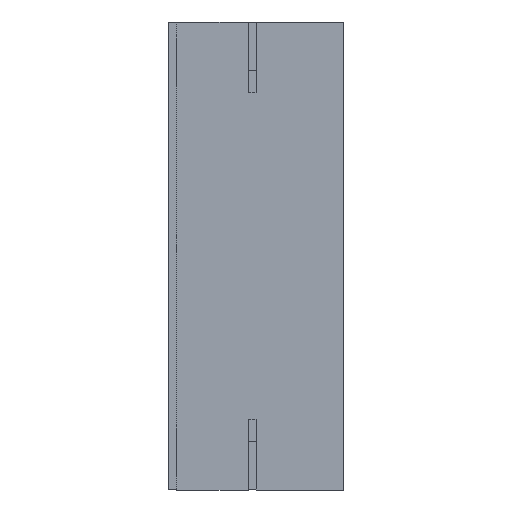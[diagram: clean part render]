
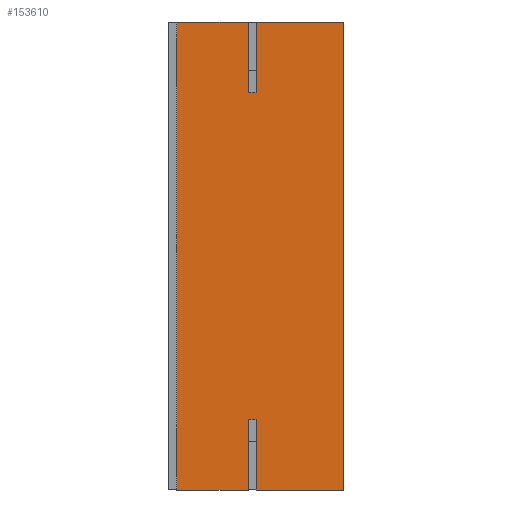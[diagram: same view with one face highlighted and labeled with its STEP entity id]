
A CAD part, left-side view. The second image highlights one B-rep face of the part: STEP entity #153610.
In plain terms, the highlighted free-form (B-spline) face has degree [1, 1] with [2, 2] control points.
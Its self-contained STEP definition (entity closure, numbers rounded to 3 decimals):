
#139720 = CARTESIAN_POINT ('', (-25., 36.5, -62.925));
#139730 = VERTEX_POINT ('', #139720);
#139790 = CARTESIAN_POINT ('', (-25., 36.5, -90.));
#139800 = VERTEX_POINT ('', #139790);
#139810 = CARTESIAN_POINT ('', (-25., 36.5, -90.));
#139820 = CARTESIAN_POINT ('', (-25., 36.5, -62.925));
#139830 = B_SPLINE_CURVE_WITH_KNOTS ('', 1, (#139810, #139820), .UNSPECIFIED., .F., .U., (2, 2), (0., 1.), .UNSPECIFIED.);
#139840 = EDGE_CURVE ('', #139800, #139730, #139830, .T.);
#140780 = CARTESIAN_POINT ('', (-25., 33.5, -62.925));
#140790 = VERTEX_POINT ('', #140780);
#140850 = CARTESIAN_POINT ('', (-25., 35., -63.));
#140860 = VERTEX_POINT ('', #140850);
#140870 = CARTESIAN_POINT ('', (-25., 33.5, -62.925));
#140880 = CARTESIAN_POINT ('', (-25., 34.006, -62.976));
#140890 = CARTESIAN_POINT ('', (-25., 34.507, -63.));
#140900 = CARTESIAN_POINT ('', (-25., 35., -63.));
#140910 = (
   BOUNDED_CURVE ()
   B_SPLINE_CURVE (3, (#140870, #140880, #140890, #140900), .UNSPECIFIED., .F., .U.)
   B_SPLINE_CURVE_WITH_KNOTS ((4, 4), (0., 1.), .UNSPECIFIED.)
   CURVE ()
   GEOMETRIC_REPRESENTATION_ITEM ()
   RATIONAL_B_SPLINE_CURVE ((0.909, 0.938, 0.968, 1.))
   REPRESENTATION_ITEM ('')
);
#140920 = EDGE_CURVE ('', #140790, #140860, #140910, .T.);
#140940 = CARTESIAN_POINT ('', (-25., 35., -63.));
#140950 = CARTESIAN_POINT ('', (-25., 35.493, -63.));
#140960 = CARTESIAN_POINT ('', (-25., 35.994, -62.976));
#140970 = CARTESIAN_POINT ('', (-25., 36.5, -62.925));
#140980 = (
   BOUNDED_CURVE ()
   B_SPLINE_CURVE (3, (#140940, #140950, #140960, #140970), .UNSPECIFIED., .F., .U.)
   B_SPLINE_CURVE_WITH_KNOTS ((4, 4), (0., 1.), .UNSPECIFIED.)
   CURVE ()
   GEOMETRIC_REPRESENTATION_ITEM ()
   RATIONAL_B_SPLINE_CURVE ((1., 0.968, 0.938, 0.909))
   REPRESENTATION_ITEM ('')
);
#140990 = EDGE_CURVE ('', #140860, #139730, #140980, .T.);
#144820 = CARTESIAN_POINT ('', (-25., 36.5, 62.925));
#144830 = VERTEX_POINT ('', #144820);
#144840 = CARTESIAN_POINT ('', (-25., 35., 63.));
#144850 = VERTEX_POINT ('', #144840);
#144860 = CARTESIAN_POINT ('', (-25., 36.5, 62.925));
#144870 = CARTESIAN_POINT ('', (-25., 35.994, 62.976));
#144880 = CARTESIAN_POINT ('', (-25., 35.493, 63.));
#144890 = CARTESIAN_POINT ('', (-25., 35., 63.));
#144900 = (
   BOUNDED_CURVE ()
   B_SPLINE_CURVE (3, (#144860, #144870, #144880, #144890), .UNSPECIFIED., .F., .U.)
   B_SPLINE_CURVE_WITH_KNOTS ((4, 4), (0., 1.), .UNSPECIFIED.)
   CURVE ()
   GEOMETRIC_REPRESENTATION_ITEM ()
   RATIONAL_B_SPLINE_CURVE ((0.909, 0.938, 0.968, 1.))
   REPRESENTATION_ITEM ('')
);
#144910 = EDGE_CURVE ('', #144830, #144850, #144900, .T.);
#145250 = CARTESIAN_POINT ('', (-25., 33.5, 62.925));
#145260 = VERTEX_POINT ('', #145250);
#145270 = CARTESIAN_POINT ('', (-25., 35., 63.));
#145280 = CARTESIAN_POINT ('', (-25., 34.507, 63.));
#145290 = CARTESIAN_POINT ('', (-25., 34.006, 62.976));
#145300 = CARTESIAN_POINT ('', (-25., 33.5, 62.925));
#145310 = (
   BOUNDED_CURVE ()
   B_SPLINE_CURVE (3, (#145270, #145280, #145290, #145300), .UNSPECIFIED., .F., .U.)
   B_SPLINE_CURVE_WITH_KNOTS ((4, 4), (0., 1.), .UNSPECIFIED.)
   CURVE ()
   GEOMETRIC_REPRESENTATION_ITEM ()
   RATIONAL_B_SPLINE_CURVE ((1., 0.968, 0.938, 0.909))
   REPRESENTATION_ITEM ('')
);
#145320 = EDGE_CURVE ('', #144850, #145260, #145310, .T.);
#152900 = ORIENTED_EDGE ('', *, *, #140920, .F.);
#152910 = CARTESIAN_POINT ('', (-25., 33.5, -90.));
#152920 = VERTEX_POINT ('', #152910);
#152930 = CARTESIAN_POINT ('', (-25., 33.5, -90.));
#152940 = CARTESIAN_POINT ('', (-25., 33.5, -62.925));
#152950 = B_SPLINE_CURVE_WITH_KNOTS ('', 1, (#152930, #152940), .UNSPECIFIED., .F., .U., (2, 2), (0., 1.), .UNSPECIFIED.);
#152960 = EDGE_CURVE ('', #152920, #140790, #152950, .T.);
#152970 = ORIENTED_EDGE ('', *, *, #152960, .F.);
#152980 = CARTESIAN_POINT ('', (-25., 0., -90.));
#152990 = VERTEX_POINT ('', #152980);
#153000 = CARTESIAN_POINT ('', (-25., 33.5, -90.));
#153010 = CARTESIAN_POINT ('', (-25., 0., -90.));
#153020 = B_SPLINE_CURVE_WITH_KNOTS ('', 1, (#153000, #153010), .UNSPECIFIED., .F., .U., (2, 2), (0., 1.), .UNSPECIFIED.);
#153030 = EDGE_CURVE ('', #152920, #152990, #153020, .T.);
#153040 = ORIENTED_EDGE ('', *, *, #153030, .T.);
#153050 = CARTESIAN_POINT ('', (-25., 0., 90.));
#153060 = VERTEX_POINT ('', #153050);
#153070 = CARTESIAN_POINT ('', (-25., 0., -90.));
#153080 = CARTESIAN_POINT ('', (-25., 0., 90.));
#153090 = B_SPLINE_CURVE_WITH_KNOTS ('', 1, (#153070, #153080), .UNSPECIFIED., .F., .U., (2, 2), (0., 1.), .UNSPECIFIED.);
#153100 = EDGE_CURVE ('', #152990, #153060, #153090, .T.);
#153110 = ORIENTED_EDGE ('', *, *, #153100, .T.);
#153120 = CARTESIAN_POINT ('', (-25., 33.5, 90.));
#153130 = VERTEX_POINT ('', #153120);
#153140 = CARTESIAN_POINT ('', (-25., 33.5, 90.));
#153150 = CARTESIAN_POINT ('', (-25., 0., 90.));
#153160 = B_SPLINE_CURVE_WITH_KNOTS ('', 1, (#153140, #153150), .UNSPECIFIED., .F., .U., (2, 2), (0., 1.), .UNSPECIFIED.);
#153170 = EDGE_CURVE ('', #153130, #153060, #153160, .T.);
#153180 = ORIENTED_EDGE ('', *, *, #153170, .F.);
#153190 = CARTESIAN_POINT ('', (-25., 33.5, 62.925));
#153200 = CARTESIAN_POINT ('', (-25., 33.5, 90.));
#153210 = B_SPLINE_CURVE_WITH_KNOTS ('', 1, (#153190, #153200), .UNSPECIFIED., .F., .U., (2, 2), (0., 1.), .UNSPECIFIED.);
#153220 = EDGE_CURVE ('', #145260, #153130, #153210, .T.);
#153230 = ORIENTED_EDGE ('', *, *, #153220, .F.);
#153240 = ORIENTED_EDGE ('', *, *, #145320, .F.);
#153250 = ORIENTED_EDGE ('', *, *, #144910, .F.);
#153260 = CARTESIAN_POINT ('', (-25., 36.5, 90.));
#153270 = VERTEX_POINT ('', #153260);
#153280 = CARTESIAN_POINT ('', (-25., 36.5, 90.));
#153290 = CARTESIAN_POINT ('', (-25., 36.5, 62.925));
#153300 = B_SPLINE_CURVE_WITH_KNOTS ('', 1, (#153280, #153290), .UNSPECIFIED., .F., .U., (2, 2), (0., 1.), .UNSPECIFIED.);
#153310 = EDGE_CURVE ('', #153270, #144830, #153300, .T.);
#153320 = ORIENTED_EDGE ('', *, *, #153310, .F.);
#153330 = CARTESIAN_POINT ('', (-25., 64., 90.));
#153340 = VERTEX_POINT ('', #153330);
#153350 = CARTESIAN_POINT ('', (-25., 64., 90.));
#153360 = CARTESIAN_POINT ('', (-25., 36.5, 90.));
#153370 = B_SPLINE_CURVE_WITH_KNOTS ('', 1, (#153350, #153360), .UNSPECIFIED., .F., .U., (2, 2), (0., 1.), .UNSPECIFIED.);
#153380 = EDGE_CURVE ('', #153340, #153270, #153370, .T.);
#153390 = ORIENTED_EDGE ('', *, *, #153380, .F.);
#153400 = CARTESIAN_POINT ('', (-25., 64., -90.));
#153410 = VERTEX_POINT ('', #153400);
#153420 = CARTESIAN_POINT ('', (-25., 64., -90.));
#153430 = CARTESIAN_POINT ('', (-25., 64., 90.));
#153440 = B_SPLINE_CURVE_WITH_KNOTS ('', 1, (#153420, #153430), .UNSPECIFIED., .F., .U., (2, 2), (0., 1.), .UNSPECIFIED.);
#153450 = EDGE_CURVE ('', #153410, #153340, #153440, .T.);
#153460 = ORIENTED_EDGE ('', *, *, #153450, .F.);
#153470 = CARTESIAN_POINT ('', (-25., 64., -90.));
#153480 = CARTESIAN_POINT ('', (-25., 36.5, -90.));
#153490 = B_SPLINE_CURVE_WITH_KNOTS ('', 1, (#153470, #153480), .UNSPECIFIED., .F., .U., (2, 2), (0., 1.), .UNSPECIFIED.);
#153500 = EDGE_CURVE ('', #153410, #139800, #153490, .T.);
#153510 = ORIENTED_EDGE ('', *, *, #153500, .T.);
#153520 = ORIENTED_EDGE ('', *, *, #139840, .T.);
#153530 = ORIENTED_EDGE ('', *, *, #140990, .F.);
#153540 = EDGE_LOOP ('', (#152900, #152970, #153040, #153110, #153180, #153230, #153240, #153250, #153320, #153390, #153460, #153510, #153520, #153530));
#153550 = FACE_OUTER_BOUND ('', #153540, .T.);
#153560 = CARTESIAN_POINT ('', (-25., 0., -90.));
#153570 = CARTESIAN_POINT ('', (-25., 64., -90.));
#153580 = CARTESIAN_POINT ('', (-25., 0., 90.));
#153590 = CARTESIAN_POINT ('', (-25., 64., 90.));
#153600 = B_SPLINE_SURFACE_WITH_KNOTS ('', 1, 1, ((#153560, #153570), (#153580, #153590)), .UNSPECIFIED., .F., .F., .U., (2, 2), (2, 2), (0., 1.), (0., 1.), .UNSPECIFIED.);
#153610 = ADVANCED_FACE ('', (#153550), #153600, .T.);
